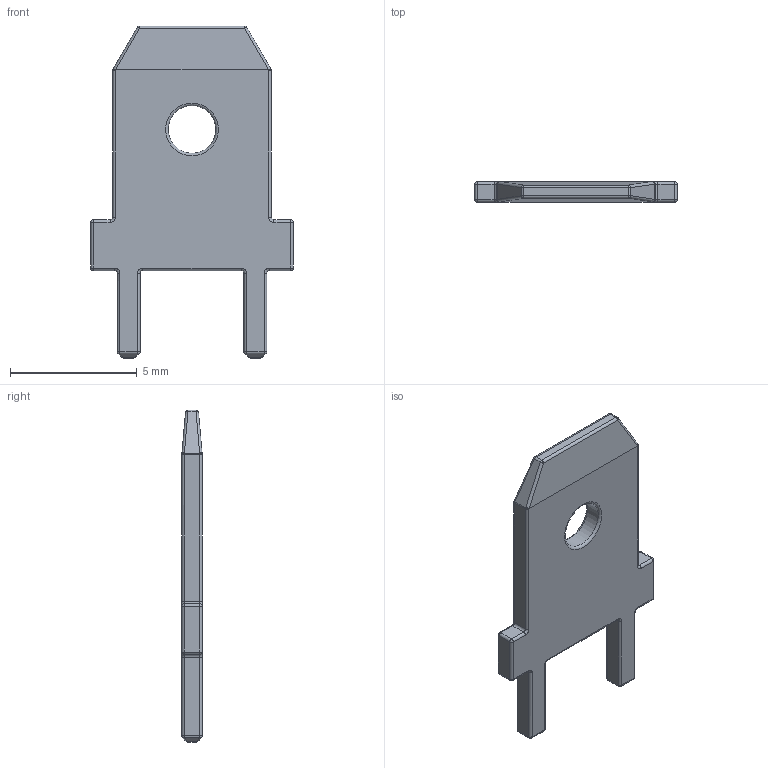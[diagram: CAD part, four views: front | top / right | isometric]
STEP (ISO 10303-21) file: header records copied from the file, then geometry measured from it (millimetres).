
FILE_DESCRIPTION(('FreeCAD Model'),'2;1');
FILE_NAME('Open CASCADE Shape Model','2025-11-25T16:16:21',( 'kicad StepUp'),('ksu MCAD'),'Open CASCADE STEP processor 7.8', 'FreeCAD','Unknown');
FILE_SCHEMA(('AUTOMOTIVE_DESIGN { 1 0 10303 214 1 1 1 1 }'));
Length unit declared in the file: millimetre
Products named in the file (1): Fillet_
Bounding box: 8 x 0.8 x 13.1 mm (x, y, z)
Volume: 50.9 mm3; surface area: 166.7 mm2
Topology: 1 solids, 1 shells, 151 faces, 337 edges, 168 vertices
Faces by surface type: cylinder 69, plane 30, sphere 20, bspline 18, torus 14
Full cylindrical faces by diameter (mm): 1.88 x1
Entity records: 4849 total; most frequent: CARTESIAN_POINT 1799, DIRECTION 635, ORIENTED_EDGE 634, EDGE_CURVE 317, AXIS2_PLACEMENT_3D 248, VERTEX_POINT 168, FACE_BOUND 153, EDGE_LOOP 153
